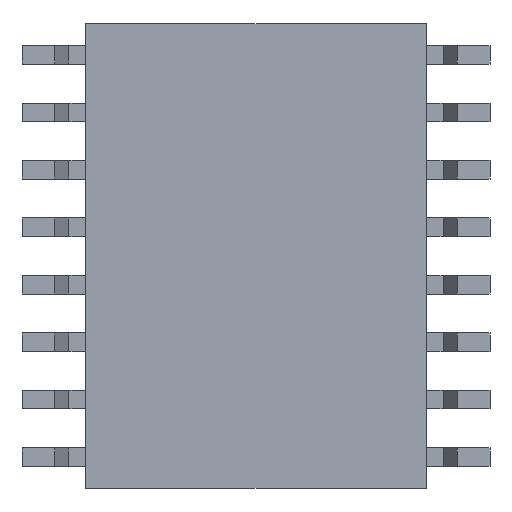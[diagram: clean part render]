
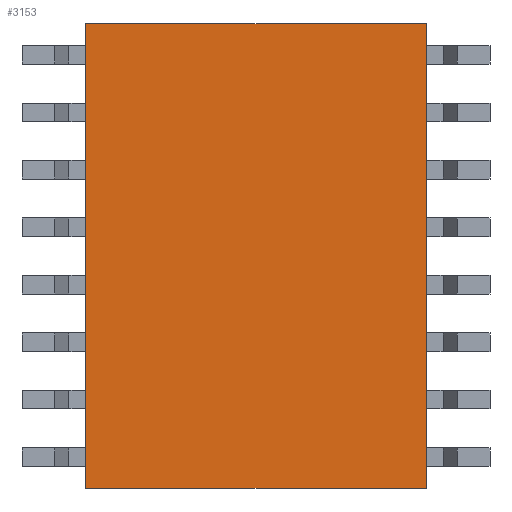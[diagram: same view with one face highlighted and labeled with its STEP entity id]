
A CAD part, front view. The second image highlights one B-rep face of the part: STEP entity #3153.
In plain terms, the highlighted planar face has unit normal (0, -1, 0).
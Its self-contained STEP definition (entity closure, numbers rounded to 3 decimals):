
#197=PLANE('',#3356);
#366=FACE_OUTER_BOUND('',#541,.T.);
#541=EDGE_LOOP('',(#2894,#2895,#2896,#2897));
#968=LINE('',#5009,#1384);
#969=LINE('',#5011,#1385);
#970=LINE('',#5013,#1386);
#971=LINE('',#5014,#1387);
#1384=VECTOR('',#4124,10.);
#1385=VECTOR('',#4125,10.);
#1386=VECTOR('',#4126,10.);
#1387=VECTOR('',#4127,10.);
#1688=VERTEX_POINT('',#5007);
#1689=VERTEX_POINT('',#5008);
#1690=VERTEX_POINT('',#5010);
#1691=VERTEX_POINT('',#5012);
#2114=EDGE_CURVE('',#1688,#1689,#968,.T.);
#2115=EDGE_CURVE('',#1689,#1690,#969,.T.);
#2116=EDGE_CURVE('',#1690,#1691,#970,.T.);
#2117=EDGE_CURVE('',#1691,#1688,#971,.T.);
#2894=ORIENTED_EDGE('',*,*,#2114,.T.);
#2895=ORIENTED_EDGE('',*,*,#2115,.T.);
#2896=ORIENTED_EDGE('',*,*,#2116,.T.);
#2897=ORIENTED_EDGE('',*,*,#2117,.T.);
#3153=ADVANCED_FACE('',(#366),#197,.T.);
#3356=AXIS2_PLACEMENT_3D('',#5006,#4122,#4123);
#4122=DIRECTION('center_axis',(0.,-1.,0.));
#4123=DIRECTION('ref_axis',(0.,0.,-1.));
#4124=DIRECTION('',(-1.,0.,0.));
#4125=DIRECTION('',(0.,0.,-1.));
#4126=DIRECTION('',(1.,0.,0.));
#4127=DIRECTION('',(0.,0.,1.));
#5006=CARTESIAN_POINT('Origin',(0.,-1.25,0.));
#5007=CARTESIAN_POINT('',(3.76,-1.25,5.13));
#5008=CARTESIAN_POINT('',(-3.76,-1.25,5.13));
#5009=CARTESIAN_POINT('',(-3.76,-1.25,5.13));
#5010=CARTESIAN_POINT('',(-3.76,-1.25,-5.13));
#5011=CARTESIAN_POINT('',(-3.76,-1.25,-5.13));
#5012=CARTESIAN_POINT('',(3.76,-1.25,-5.13));
#5013=CARTESIAN_POINT('',(3.76,-1.25,-5.13));
#5014=CARTESIAN_POINT('',(3.76,-1.25,5.13));
